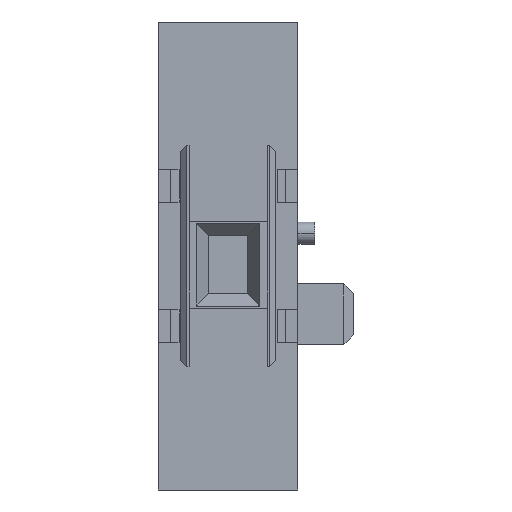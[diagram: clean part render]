
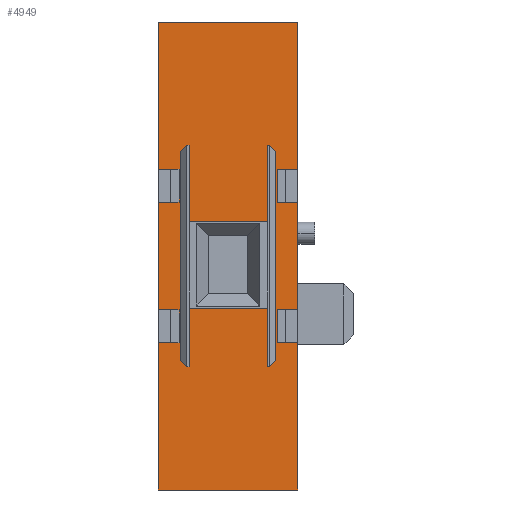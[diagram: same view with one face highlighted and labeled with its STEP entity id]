
A CAD part, left-side view. The second image highlights one B-rep face of the part: STEP entity #4949.
In plain terms, the highlighted planar face has unit normal (-1, 0, 0).
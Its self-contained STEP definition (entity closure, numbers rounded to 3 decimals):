
#61=DIRECTION('',(0.,0.,1.));
#62=VECTOR('',#61,8.9);
#63=CARTESIAN_POINT('',(-20.7,0.,-4.45));
#64=LINE('',#63,#62);
#69=DIRECTION('',(0.,0.,1.));
#70=VECTOR('',#69,12.15);
#71=CARTESIAN_POINT('',(-20.7,0.,7.15));
#72=LINE('',#71,#70);
#117=DIRECTION('',(0.,0.,1.));
#118=VECTOR('',#117,12.15);
#119=CARTESIAN_POINT('',(-20.7,0.,-19.3));
#120=LINE('',#119,#118);
#833=DIRECTION('',(0.,-1.,0.));
#834=VECTOR('',#833,0.2);
#835=CARTESIAN_POINT('',(-20.7,9.175,9.15));
#836=LINE('',#835,#834);
#837=DIRECTION('',(0.,0.,1.));
#838=VECTOR('',#837,17.3);
#839=CARTESIAN_POINT('',(-20.7,9.675,-8.65));
#840=LINE('',#839,#838);
#841=DIRECTION('',(0.,1.,0.));
#842=VECTOR('',#841,0.2);
#843=CARTESIAN_POINT('',(-20.7,8.975,-9.15));
#844=LINE('',#843,#842);
#845=DIRECTION('',(0.,0.,-1.));
#846=VECTOR('',#845,4.85);
#847=CARTESIAN_POINT('',(-20.7,8.975,-4.3));
#848=LINE('',#847,#846);
#849=DIRECTION('',(0.,1.,0.));
#850=VECTOR('',#849,6.45);
#851=CARTESIAN_POINT('',(-20.7,2.525,-4.3));
#852=LINE('',#851,#850);
#853=DIRECTION('',(0.,0.,1.));
#854=VECTOR('',#853,4.85);
#855=CARTESIAN_POINT('',(-20.7,2.525,-9.15));
#856=LINE('',#855,#854);
#857=DIRECTION('',(0.,1.,0.));
#858=VECTOR('',#857,0.2);
#859=CARTESIAN_POINT('',(-20.7,2.325,-9.15));
#860=LINE('',#859,#858);
#861=DIRECTION('',(0.,0.,-1.));
#862=VECTOR('',#861,17.3);
#863=CARTESIAN_POINT('',(-20.7,1.825,8.65));
#864=LINE('',#863,#862);
#865=DIRECTION('',(0.,-1.,0.));
#866=VECTOR('',#865,0.2);
#867=CARTESIAN_POINT('',(-20.7,2.525,9.15));
#868=LINE('',#867,#866);
#869=DIRECTION('',(0.,0.,1.));
#870=VECTOR('',#869,6.3);
#871=CARTESIAN_POINT('',(-20.7,2.525,2.85));
#872=LINE('',#871,#870);
#873=DIRECTION('',(0.,-1.,0.));
#874=VECTOR('',#873,6.45);
#875=CARTESIAN_POINT('',(-20.7,8.975,2.85));
#876=LINE('',#875,#874);
#877=DIRECTION('',(0.,0.,-1.));
#878=VECTOR('',#877,6.3);
#879=CARTESIAN_POINT('',(-20.7,8.975,9.15));
#880=LINE('',#879,#878);
#881=DIRECTION('',(0.,0.,-1.));
#882=VECTOR('',#881,2.7);
#883=CARTESIAN_POINT('',(-20.7,1.7,7.15));
#884=LINE('',#883,#882);
#885=DIRECTION('',(0.,1.,0.));
#886=VECTOR('',#885,1.7);
#887=CARTESIAN_POINT('',(-20.7,0.,4.45));
#888=LINE('',#887,#886);
#889=DIRECTION('',(0.,1.,0.));
#890=VECTOR('',#889,1.7);
#891=CARTESIAN_POINT('',(-20.7,0.,-4.45));
#892=LINE('',#891,#890);
#893=DIRECTION('',(0.,0.,-1.));
#894=VECTOR('',#893,2.7);
#895=CARTESIAN_POINT('',(-20.7,1.7,-4.45));
#896=LINE('',#895,#894);
#897=DIRECTION('',(0.,1.,0.));
#898=VECTOR('',#897,1.7);
#899=CARTESIAN_POINT('',(-20.7,0.,-7.15));
#900=LINE('',#899,#898);
#901=DIRECTION('',(0.,1.,0.));
#902=VECTOR('',#901,11.5);
#903=CARTESIAN_POINT('',(-20.7,0.,-19.3));
#904=LINE('',#903,#902);
#905=DIRECTION('',(0.,-1.,0.));
#906=VECTOR('',#905,1.7);
#907=CARTESIAN_POINT('',(-20.7,11.5,-7.15));
#908=LINE('',#907,#906);
#909=DIRECTION('',(0.,0.,-1.));
#910=VECTOR('',#909,2.7);
#911=CARTESIAN_POINT('',(-20.7,9.8,-4.45));
#912=LINE('',#911,#910);
#913=DIRECTION('',(0.,-1.,0.));
#914=VECTOR('',#913,1.7);
#915=CARTESIAN_POINT('',(-20.7,11.5,-4.45));
#916=LINE('',#915,#914);
#917=DIRECTION('',(0.,-1.,0.));
#918=VECTOR('',#917,1.7);
#919=CARTESIAN_POINT('',(-20.7,11.5,4.45));
#920=LINE('',#919,#918);
#921=DIRECTION('',(0.,0.,-1.));
#922=VECTOR('',#921,2.7);
#923=CARTESIAN_POINT('',(-20.7,9.8,7.15));
#924=LINE('',#923,#922);
#925=DIRECTION('',(0.,-1.,0.));
#926=VECTOR('',#925,1.7);
#927=CARTESIAN_POINT('',(-20.7,11.5,7.15));
#928=LINE('',#927,#926);
#929=DIRECTION('',(0.,1.,0.));
#930=VECTOR('',#929,1.7);
#931=CARTESIAN_POINT('',(-20.7,0.,7.15));
#932=LINE('',#931,#930);
#941=DIRECTION('',(0.,-0.707,0.707));
#942=VECTOR('',#941,0.707);
#943=CARTESIAN_POINT('',(-20.7,9.675,8.65));
#944=LINE('',#943,#942);
#1077=DIRECTION('',(0.,-0.707,-0.707));
#1078=VECTOR('',#1077,0.707);
#1079=CARTESIAN_POINT('',(-20.7,2.325,9.15));
#1080=LINE('',#1079,#1078);
#1097=DIRECTION('',(0.,0.707,-0.707));
#1098=VECTOR('',#1097,0.707);
#1099=CARTESIAN_POINT('',(-20.7,1.825,-8.65));
#1100=LINE('',#1099,#1098);
#1181=DIRECTION('',(0.,0.707,0.707));
#1182=VECTOR('',#1181,0.707);
#1183=CARTESIAN_POINT('',(-20.7,9.175,-9.15));
#1184=LINE('',#1183,#1182);
#1313=DIRECTION('',(0.,0.,1.));
#1314=VECTOR('',#1313,8.9);
#1315=CARTESIAN_POINT('',(-20.7,11.5,-4.45));
#1316=LINE('',#1315,#1314);
#1369=DIRECTION('',(0.,0.,1.));
#1370=VECTOR('',#1369,12.15);
#1371=CARTESIAN_POINT('',(-20.7,11.5,-19.3));
#1372=LINE('',#1371,#1370);
#1417=DIRECTION('',(0.,0.,1.));
#1418=VECTOR('',#1417,12.15);
#1419=CARTESIAN_POINT('',(-20.7,11.5,7.15));
#1420=LINE('',#1419,#1418);
#1781=DIRECTION('',(0.,1.,0.));
#1782=VECTOR('',#1781,11.5);
#1783=CARTESIAN_POINT('',(-20.7,0.,19.3));
#1784=LINE('',#1783,#1782);
#2897=CARTESIAN_POINT('',(-20.7,0.,19.3));
#2899=VERTEX_POINT('',#2897);
#2902=CARTESIAN_POINT('',(-20.7,0.,-19.3));
#2904=VERTEX_POINT('',#2902);
#2905=CARTESIAN_POINT('',(-20.7,11.5,19.3));
#2907=VERTEX_POINT('',#2905);
#2910=CARTESIAN_POINT('',(-20.7,11.5,-19.3));
#2912=VERTEX_POINT('',#2910);
#3193=CARTESIAN_POINT('',(-20.7,8.975,9.15));
#3195=VERTEX_POINT('',#3193);
#3197=CARTESIAN_POINT('',(-20.7,8.975,-9.15));
#3199=VERTEX_POINT('',#3197);
#3201=CARTESIAN_POINT('',(-20.7,2.525,9.15));
#3203=VERTEX_POINT('',#3201);
#3205=CARTESIAN_POINT('',(-20.7,2.525,-9.15));
#3207=VERTEX_POINT('',#3205);
#3241=CARTESIAN_POINT('',(-20.7,9.8,4.45));
#3242=VERTEX_POINT('',#3241);
#3243=CARTESIAN_POINT('',(-20.7,9.8,7.15));
#3244=VERTEX_POINT('',#3243);
#3245=CARTESIAN_POINT('',(-20.7,9.8,-7.15));
#3246=VERTEX_POINT('',#3245);
#3247=CARTESIAN_POINT('',(-20.7,9.8,-4.45));
#3248=VERTEX_POINT('',#3247);
#3281=CARTESIAN_POINT('',(-20.7,1.7,4.45));
#3282=VERTEX_POINT('',#3281);
#3283=CARTESIAN_POINT('',(-20.7,1.7,7.15));
#3284=VERTEX_POINT('',#3283);
#3285=CARTESIAN_POINT('',(-20.7,1.7,-7.15));
#3286=VERTEX_POINT('',#3285);
#3287=CARTESIAN_POINT('',(-20.7,1.7,-4.45));
#3288=VERTEX_POINT('',#3287);
#3305=CARTESIAN_POINT('',(-20.7,8.975,2.85));
#3306=CARTESIAN_POINT('',(-20.7,2.525,2.85));
#3307=VERTEX_POINT('',#3305);
#3308=VERTEX_POINT('',#3306);
#3309=CARTESIAN_POINT('',(-20.7,2.525,-4.3));
#3310=CARTESIAN_POINT('',(-20.7,8.975,-4.3));
#3311=VERTEX_POINT('',#3309);
#3312=VERTEX_POINT('',#3310);
#3329=CARTESIAN_POINT('',(-20.7,9.175,9.15));
#3331=VERTEX_POINT('',#3329);
#3333=CARTESIAN_POINT('',(-20.7,9.675,8.65));
#3335=VERTEX_POINT('',#3333);
#3337=CARTESIAN_POINT('',(-20.7,9.675,-8.65));
#3339=VERTEX_POINT('',#3337);
#3341=CARTESIAN_POINT('',(-20.7,9.175,-9.15));
#3343=VERTEX_POINT('',#3341);
#3345=CARTESIAN_POINT('',(-20.7,2.325,-9.15));
#3347=VERTEX_POINT('',#3345);
#3349=CARTESIAN_POINT('',(-20.7,1.825,-8.65));
#3351=VERTEX_POINT('',#3349);
#3353=CARTESIAN_POINT('',(-20.7,1.825,8.65));
#3355=VERTEX_POINT('',#3353);
#3357=CARTESIAN_POINT('',(-20.7,2.325,9.15));
#3359=VERTEX_POINT('',#3357);
#3361=CARTESIAN_POINT('',(-20.7,11.5,4.45));
#3362=VERTEX_POINT('',#3361);
#3365=CARTESIAN_POINT('',(-20.7,11.5,7.15));
#3367=VERTEX_POINT('',#3365);
#3369=CARTESIAN_POINT('',(-20.7,11.5,-7.15));
#3371=VERTEX_POINT('',#3369);
#3375=CARTESIAN_POINT('',(-20.7,11.5,-4.45));
#3376=VERTEX_POINT('',#3375);
#3385=CARTESIAN_POINT('',(-20.7,0.,4.45));
#3386=VERTEX_POINT('',#3385);
#3389=CARTESIAN_POINT('',(-20.7,0.,7.15));
#3391=VERTEX_POINT('',#3389);
#3393=CARTESIAN_POINT('',(-20.7,0.,-7.15));
#3395=VERTEX_POINT('',#3393);
#3399=CARTESIAN_POINT('',(-20.7,0.,-4.45));
#3400=VERTEX_POINT('',#3399);
#4874=CARTESIAN_POINT('',(-20.7,0.,-19.3));
#4875=DIRECTION('',(-1.,0.,0.));
#4876=DIRECTION('',(0.,0.,1.));
#4877=AXIS2_PLACEMENT_3D('',#4874,#4875,#4876);
#4878=PLANE('',#4877);
#4879=ORIENTED_EDGE('',*,*,#4843,.T.);
#4880=ORIENTED_EDGE('',*,*,#4832,.F.);
#4881=ORIENTED_EDGE('',*,*,#3856,.F.);
#4883=ORIENTED_EDGE('',*,*,#4882,.T.);
#4884=ORIENTED_EDGE('',*,*,#4861,.T.);
#4886=ORIENTED_EDGE('',*,*,#4885,.F.);
#4887=ORIENTED_EDGE('',*,*,#3892,.F.);
#4889=ORIENTED_EDGE('',*,*,#4888,.T.);
#4891=ORIENTED_EDGE('',*,*,#4890,.T.);
#4893=ORIENTED_EDGE('',*,*,#4892,.T.);
#4895=ORIENTED_EDGE('',*,*,#4894,.F.);
#4897=ORIENTED_EDGE('',*,*,#4896,.F.);
#4899=ORIENTED_EDGE('',*,*,#4898,.T.);
#4901=ORIENTED_EDGE('',*,*,#4900,.T.);
#4903=ORIENTED_EDGE('',*,*,#4902,.F.);
#4905=ORIENTED_EDGE('',*,*,#4904,.F.);
#4907=ORIENTED_EDGE('',*,*,#4906,.T.);
#4909=ORIENTED_EDGE('',*,*,#4908,.F.);
#4910=ORIENTED_EDGE('',*,*,#3868,.F.);
#4912=ORIENTED_EDGE('',*,*,#4911,.T.);
#4913=EDGE_LOOP('',(#4879,#4880,#4881,#4883,#4884,#4886,#4887,#4889,#4891,#4893,
#4895,#4897,#4899,#4901,#4903,#4905,#4907,#4909,#4910,#4912));
#4914=FACE_OUTER_BOUND('',#4913,.F.);
#4916=ORIENTED_EDGE('',*,*,#4915,.F.);
#4918=ORIENTED_EDGE('',*,*,#4917,.F.);
#4920=ORIENTED_EDGE('',*,*,#4919,.F.);
#4922=ORIENTED_EDGE('',*,*,#4921,.F.);
#4924=ORIENTED_EDGE('',*,*,#4923,.F.);
#4926=ORIENTED_EDGE('',*,*,#4925,.F.);
#4928=ORIENTED_EDGE('',*,*,#4927,.F.);
#4930=ORIENTED_EDGE('',*,*,#4929,.F.);
#4932=ORIENTED_EDGE('',*,*,#4931,.F.);
#4934=ORIENTED_EDGE('',*,*,#4933,.F.);
#4936=ORIENTED_EDGE('',*,*,#4935,.F.);
#4938=ORIENTED_EDGE('',*,*,#4937,.F.);
#4940=ORIENTED_EDGE('',*,*,#4939,.F.);
#4942=ORIENTED_EDGE('',*,*,#4941,.F.);
#4944=ORIENTED_EDGE('',*,*,#4943,.F.);
#4946=ORIENTED_EDGE('',*,*,#4945,.F.);
#4947=EDGE_LOOP('',(#4916,#4918,#4920,#4922,#4924,#4926,#4928,#4930,#4932,#4934,
#4936,#4938,#4940,#4942,#4944,#4946));
#4948=FACE_BOUND('',#4947,.F.);
#4949=ADVANCED_FACE('',(#4914,#4948),#4878,.T.);
#3856=EDGE_CURVE('',#3400,#3386,#64,.T.);
#3868=EDGE_CURVE('',#3391,#2899,#72,.T.);
#3892=EDGE_CURVE('',#2904,#3395,#120,.T.);
#4832=EDGE_CURVE('',#3386,#3282,#888,.T.);
#4843=EDGE_CURVE('',#3284,#3282,#884,.T.);
#4861=EDGE_CURVE('',#3288,#3286,#896,.T.);
#4882=EDGE_CURVE('',#3400,#3288,#892,.T.);
#4885=EDGE_CURVE('',#3395,#3286,#900,.T.);
#4888=EDGE_CURVE('',#2904,#2912,#904,.T.);
#4890=EDGE_CURVE('',#2912,#3371,#1372,.T.);
#4892=EDGE_CURVE('',#3371,#3246,#908,.T.);
#4894=EDGE_CURVE('',#3248,#3246,#912,.T.);
#4896=EDGE_CURVE('',#3376,#3248,#916,.T.);
#4898=EDGE_CURVE('',#3376,#3362,#1316,.T.);
#4900=EDGE_CURVE('',#3362,#3242,#920,.T.);
#4902=EDGE_CURVE('',#3244,#3242,#924,.T.);
#4904=EDGE_CURVE('',#3367,#3244,#928,.T.);
#4906=EDGE_CURVE('',#3367,#2907,#1420,.T.);
#4908=EDGE_CURVE('',#2899,#2907,#1784,.T.);
#4911=EDGE_CURVE('',#3391,#3284,#932,.T.);
#4915=EDGE_CURVE('',#3331,#3195,#836,.T.);
#4917=EDGE_CURVE('',#3335,#3331,#944,.T.);
#4919=EDGE_CURVE('',#3339,#3335,#840,.T.);
#4921=EDGE_CURVE('',#3343,#3339,#1184,.T.);
#4923=EDGE_CURVE('',#3199,#3343,#844,.T.);
#4925=EDGE_CURVE('',#3312,#3199,#848,.T.);
#4927=EDGE_CURVE('',#3311,#3312,#852,.T.);
#4929=EDGE_CURVE('',#3207,#3311,#856,.T.);
#4931=EDGE_CURVE('',#3347,#3207,#860,.T.);
#4933=EDGE_CURVE('',#3351,#3347,#1100,.T.);
#4935=EDGE_CURVE('',#3355,#3351,#864,.T.);
#4937=EDGE_CURVE('',#3359,#3355,#1080,.T.);
#4939=EDGE_CURVE('',#3203,#3359,#868,.T.);
#4941=EDGE_CURVE('',#3308,#3203,#872,.T.);
#4943=EDGE_CURVE('',#3307,#3308,#876,.T.);
#4945=EDGE_CURVE('',#3195,#3307,#880,.T.);
